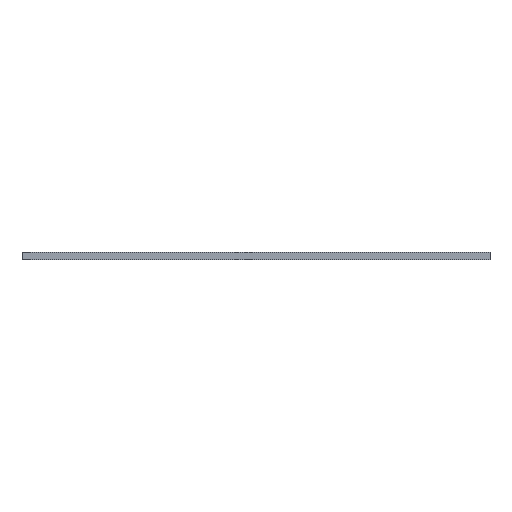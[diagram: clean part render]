
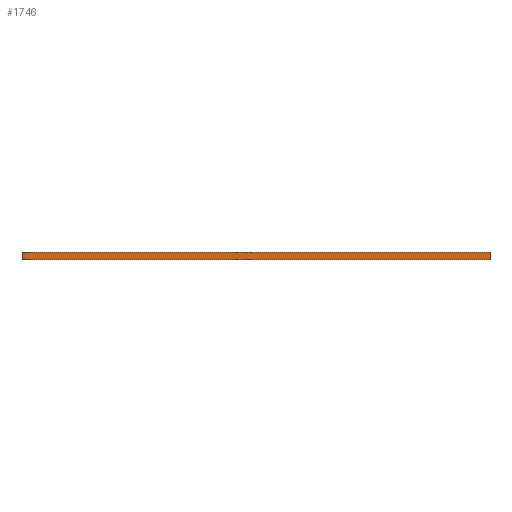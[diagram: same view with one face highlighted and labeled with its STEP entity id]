
A CAD part, front view. The second image highlights one B-rep face of the part: STEP entity #1746.
In plain terms, the highlighted planar face has unit normal (0, -1, 0).
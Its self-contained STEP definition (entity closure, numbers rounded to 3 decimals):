
#78=FACE_OUTER_BOUND('',#162,.T.);
#162=EDGE_LOOP('',(#1201,#1202,#1203,#1204));
#307=LINE('',#2400,#545);
#308=LINE('',#2402,#546);
#309=LINE('',#2404,#547);
#310=LINE('',#2405,#548);
#545=VECTOR('',#1965,10.);
#546=VECTOR('',#1966,10.);
#547=VECTOR('',#1967,10.);
#548=VECTOR('',#1968,10.);
#775=VERTEX_POINT('',#2398);
#776=VERTEX_POINT('',#2399);
#777=VERTEX_POINT('',#2401);
#778=VERTEX_POINT('',#2403);
#947=EDGE_CURVE('',#775,#776,#307,.T.);
#948=EDGE_CURVE('',#776,#777,#308,.T.);
#949=EDGE_CURVE('',#777,#778,#309,.T.);
#950=EDGE_CURVE('',#778,#775,#310,.T.);
#1201=ORIENTED_EDGE('',*,*,#947,.T.);
#1202=ORIENTED_EDGE('',*,*,#948,.T.);
#1203=ORIENTED_EDGE('',*,*,#949,.T.);
#1204=ORIENTED_EDGE('',*,*,#950,.T.);
#1666=PLANE('',#1832);
#1746=ADVANCED_FACE('',(#78),#1666,.T.);
#1832=AXIS2_PLACEMENT_3D('',#2397,#1963,#1964);
#1963=DIRECTION('center_axis',(0.,-1.,0.));
#1964=DIRECTION('ref_axis',(0.,0.,1.));
#1965=DIRECTION('',(-1.,0.,0.));
#1966=DIRECTION('',(0.,0.,-1.));
#1967=DIRECTION('',(1.,0.,0.));
#1968=DIRECTION('',(0.,0.,1.));
#2397=CARTESIAN_POINT('Origin',(122.64,18.79,4.9));
#2398=CARTESIAN_POINT('',(124.45,18.79,4.9));
#2399=CARTESIAN_POINT('',(30.47,18.79,4.9));
#2400=CARTESIAN_POINT('',(122.64,18.79,4.9));
#2401=CARTESIAN_POINT('',(30.47,18.79,3.4));
#2402=CARTESIAN_POINT('',(30.47,18.79,4.9));
#2403=CARTESIAN_POINT('',(124.45,18.79,3.4));
#2404=CARTESIAN_POINT('',(122.64,18.79,3.4));
#2405=CARTESIAN_POINT('',(124.45,18.79,4.9));
